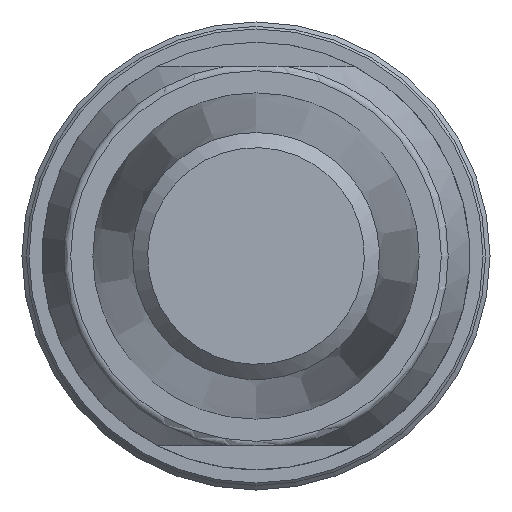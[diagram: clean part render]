
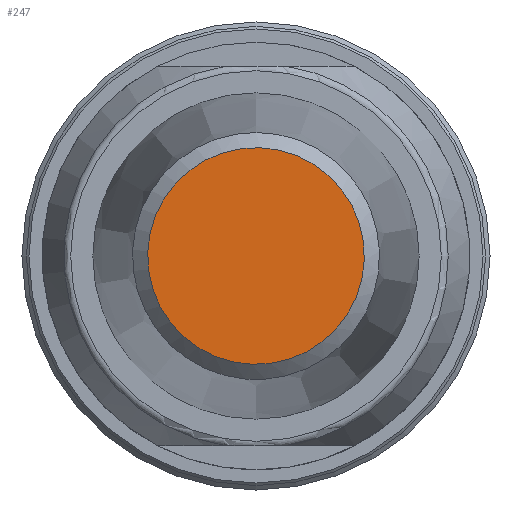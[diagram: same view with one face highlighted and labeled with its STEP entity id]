
A CAD part, left-side view. The second image highlights one B-rep face of the part: STEP entity #247.
In plain terms, the highlighted planar face has unit normal (-1, 0, 0).
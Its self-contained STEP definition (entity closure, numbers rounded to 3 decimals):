
#130=FACE_OUTER_BOUND('',#785,.T.);
#247=ADVANCED_FACE('',(#130),#311,.T.);
#311=PLANE('',#1725);
#785=EDGE_LOOP('',(#1183));
#1183=ORIENTED_EDGE('',*,*,#1552,.T.);
#1353=VERTEX_POINT('',#3268);
#1552=EDGE_CURVE('',#1353,#1353,#1606,.T.);
#1606=CIRCLE('',#1724,4.283);
#1724=AXIS2_PLACEMENT_3D('',#3267,#2055,#2056);
#1725=AXIS2_PLACEMENT_3D('',#3269,#2057,#2058);
#2055=DIRECTION('',(-1.,0.,0.));
#2056=DIRECTION('',(0.,0.924,0.382));
#2057=DIRECTION('',(-1.,0.,0.));
#2058=DIRECTION('',(0.,0.924,0.382));
#3267=CARTESIAN_POINT('',(-38.1,0.,0.));
#3268=CARTESIAN_POINT('',(-38.1,3.959,1.636));
#3269=CARTESIAN_POINT('',(-38.1,0.,0.));
